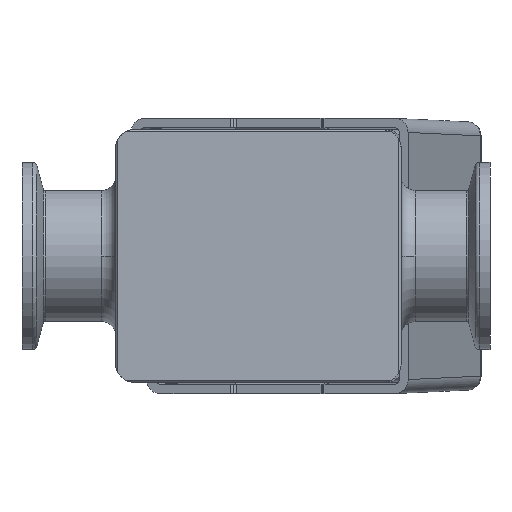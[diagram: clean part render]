
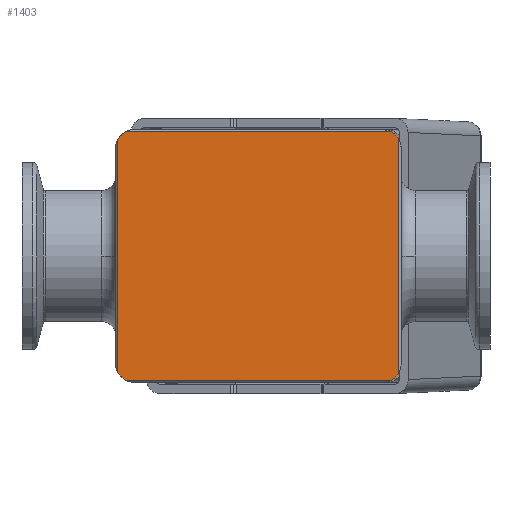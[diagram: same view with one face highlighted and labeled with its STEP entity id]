
A CAD part, front view. The second image highlights one B-rep face of the part: STEP entity #1403.
In plain terms, the highlighted planar face has unit normal (0, -1, 0).
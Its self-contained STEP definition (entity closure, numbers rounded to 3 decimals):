
#192 = VECTOR ( 'NONE', #22040, 1000. ) ;
#388 = CIRCLE ( 'NONE', #20710, 4. ) ;
#468 = EDGE_CURVE ( 'NONE', #29061, #16145, #24299, .T. ) ;
#633 = ORIENTED_EDGE ( 'NONE', *, *, #32272, .T. ) ;
#1241 = DIRECTION ( 'NONE',  ( -1., 0., 0. ) ) ;
#1403 = ADVANCED_FACE ( 'NONE', ( #3985 ), #25639, .F. ) ;
#1528 = DIRECTION ( 'NONE',  ( 0., -1., 0. ) ) ;
#1665 = VERTEX_POINT ( 'NONE', #34640 ) ;
#2358 = VECTOR ( 'NONE', #25372, 1000. ) ;
#2625 = CARTESIAN_POINT ( 'NONE',  ( -29.5, -22., -24.936 ) ) ;
#2793 = AXIS2_PLACEMENT_3D ( 'NONE', #13725, #21372, #10641 ) ;
#3154 = DIRECTION ( 'NONE',  ( -1., 0., 0. ) ) ;
#3350 = CARTESIAN_POINT ( 'NONE',  ( -29.5, -22., 27. ) ) ;
#3678 = VECTOR ( 'NONE', #11985, 1000. ) ;
#3985 = FACE_OUTER_BOUND ( 'NONE', #28938, .T. ) ;
#4126 = VERTEX_POINT ( 'NONE', #14283 ) ;
#5889 = CARTESIAN_POINT ( 'NONE',  ( 27., -22., -23. ) ) ;
#6510 = EDGE_CURVE ( 'NONE', #4126, #1665, #24485, .T. ) ;
#6587 = CARTESIAN_POINT ( 'NONE',  ( -27.936, -22., 26.5 ) ) ;
#7100 = ORIENTED_EDGE ( 'NONE', *, *, #468, .T. ) ;
#7350 = CARTESIAN_POINT ( 'NONE',  ( 31., -22., -26.5 ) ) ;
#7645 = CARTESIAN_POINT ( 'NONE',  ( 28.936, -22., 26.5 ) ) ;
#7961 = DIRECTION ( 'NONE',  ( 0., -1., 0. ) ) ;
#8289 = EDGE_CURVE ( 'NONE', #8612, #19439, #388, .T. ) ;
#8612 = VERTEX_POINT ( 'NONE', #2625 ) ;
#8782 = AXIS2_PLACEMENT_3D ( 'NONE', #5889, #16976, #3154 ) ;
#9851 = ORIENTED_EDGE ( 'NONE', *, *, #8289, .T. ) ;
#10370 = ORIENTED_EDGE ( 'NONE', *, *, #17822, .T. ) ;
#10500 = CIRCLE ( 'NONE', #30843, 4. ) ;
#10641 = DIRECTION ( 'NONE',  ( -1., 0., 0. ) ) ;
#11004 = ORIENTED_EDGE ( 'NONE', *, *, #6510, .T. ) ;
#11800 = LINE ( 'NONE', #17082, #3678 ) ;
#11985 = DIRECTION ( 'NONE',  ( -1., 0., 0. ) ) ;
#13315 = ORIENTED_EDGE ( 'NONE', *, *, #33183, .T. ) ;
#13685 = LINE ( 'NONE', #24782, #192 ) ;
#13725 = CARTESIAN_POINT ( 'NONE',  ( 27., -22., 23. ) ) ;
#14223 = EDGE_CURVE ( 'NONE', #34629, #19417, #10500, .T. ) ;
#14283 = CARTESIAN_POINT ( 'NONE',  ( 28.936, -22., -26.5 ) ) ;
#15064 = CARTESIAN_POINT ( 'NONE',  ( 31., -22., 27. ) ) ;
#16145 = VERTEX_POINT ( 'NONE', #7645 ) ;
#16232 = DIRECTION ( 'NONE',  ( 1., 0., 0. ) ) ;
#16898 = VECTOR ( 'NONE', #16232, 1000. ) ;
#16976 = DIRECTION ( 'NONE',  ( 0., -1., 0. ) ) ;
#17082 = CARTESIAN_POINT ( 'NONE',  ( 31., -22., 26.5 ) ) ;
#17822 = EDGE_CURVE ( 'NONE', #1665, #29061, #13685, .T. ) ;
#19187 = EDGE_CURVE ( 'NONE', #16145, #34629, #11800, .T. ) ;
#19417 = VERTEX_POINT ( 'NONE', #21965 ) ;
#19439 = VERTEX_POINT ( 'NONE', #21792 ) ;
#20493 = CARTESIAN_POINT ( 'NONE',  ( 30.5, -22., 24.936 ) ) ;
#20710 = AXIS2_PLACEMENT_3D ( 'NONE', #33072, #7961, #24329 ) ;
#21372 = DIRECTION ( 'NONE',  ( 0., -1., 0. ) ) ;
#21792 = CARTESIAN_POINT ( 'NONE',  ( -27.936, -22., -26.5 ) ) ;
#21965 = CARTESIAN_POINT ( 'NONE',  ( -29.5, -22., 24.936 ) ) ;
#22040 = DIRECTION ( 'NONE',  ( 0., 0., 1. ) ) ;
#23352 = AXIS2_PLACEMENT_3D ( 'NONE', #15064, #26177, #1241 ) ;
#23880 = LINE ( 'NONE', #7350, #16898 ) ;
#24299 = CIRCLE ( 'NONE', #2793, 4. ) ;
#24329 = DIRECTION ( 'NONE',  ( -1., 0., 0. ) ) ;
#24485 = CIRCLE ( 'NONE', #8782, 4. ) ;
#24782 = CARTESIAN_POINT ( 'NONE',  ( 30.5, -22., 27. ) ) ;
#25372 = DIRECTION ( 'NONE',  ( 0., 0., -1. ) ) ;
#25639 = PLANE ( 'NONE',  #23352 ) ;
#26177 = DIRECTION ( 'NONE',  ( 0., 1., 0. ) ) ;
#28284 = LINE ( 'NONE', #3350, #2358 ) ;
#28822 = ORIENTED_EDGE ( 'NONE', *, *, #14223, .T. ) ;
#28938 = EDGE_LOOP ( 'NONE', ( #13315, #11004, #10370, #7100, #35300, #28822, #633, #9851 ) ) ;
#29061 = VERTEX_POINT ( 'NONE', #20493 ) ;
#30843 = AXIS2_PLACEMENT_3D ( 'NONE', #32471, #1528, #35016 ) ;
#32272 = EDGE_CURVE ( 'NONE', #19417, #8612, #28284, .T. ) ;
#32471 = CARTESIAN_POINT ( 'NONE',  ( -26., -22., 23. ) ) ;
#33072 = CARTESIAN_POINT ( 'NONE',  ( -26., -22., -23. ) ) ;
#33183 = EDGE_CURVE ( 'NONE', #19439, #4126, #23880, .T. ) ;
#34629 = VERTEX_POINT ( 'NONE', #6587 ) ;
#34640 = CARTESIAN_POINT ( 'NONE',  ( 30.5, -22., -24.936 ) ) ;
#35016 = DIRECTION ( 'NONE',  ( -1., 0., 0. ) ) ;
#35300 = ORIENTED_EDGE ( 'NONE', *, *, #19187, .T. ) ;
